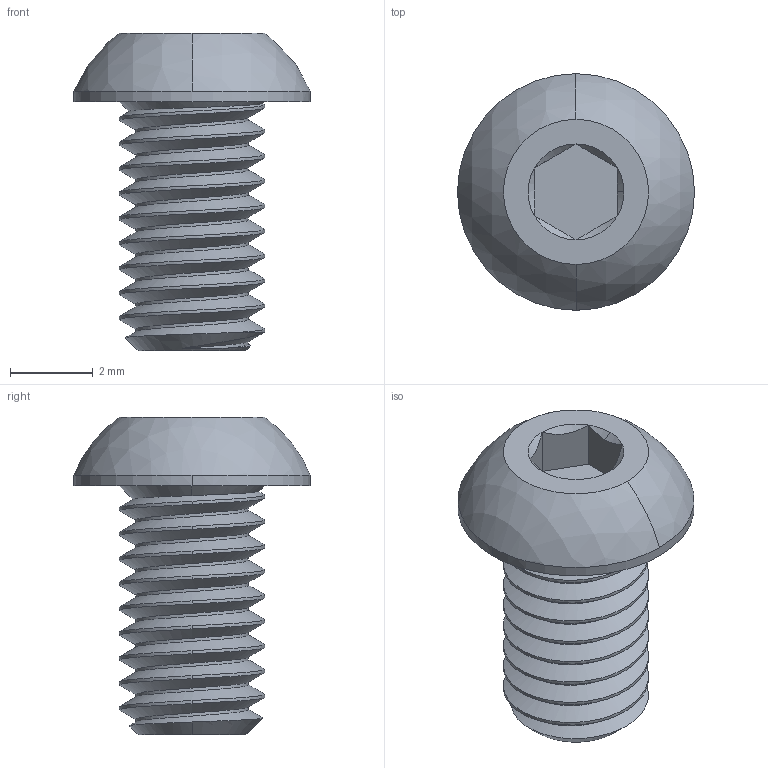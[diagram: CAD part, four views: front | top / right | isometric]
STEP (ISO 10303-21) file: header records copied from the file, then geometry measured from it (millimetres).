
FILE_DESCRIPTION (( 'STEP AP203' ), '1' );
FILE_NAME ('92095A159_Button Head Hex Drive Screw.STEP', '2021-07-08T07:16:55', ( 'Administrator' ), ( 'Managed by Terraform' ), 'SwSTEP 2.0', 'SolidWorks 2017', '' );
FILE_SCHEMA (( 'CONFIG_CONTROL_DESIGN' ));
Length unit declared in the file: millimetre
Products named in the file (1): 92095A159_Button Head Hex Drive Screw
Bounding box: 5.7 x 5.7 x 7.65 mm (x, y, z)
Volume: 74.3 mm3; surface area: 171 mm2
Topology: 1 solids, 1 shells, 50 faces, 123 edges, 77 vertices
Faces by surface type: cylinder 22, cone 13, plane 10, bspline 3, sphere 2
Entity records: 3047 total; most frequent: CARTESIAN_POINT 1943, ORIENTED_EDGE 246, DIRECTION 183, EDGE_CURVE 123, VERTEX_POINT 77, AXIS2_PLACEMENT_3D 72, EDGE_LOOP 52, ADVANCED_FACE 50
